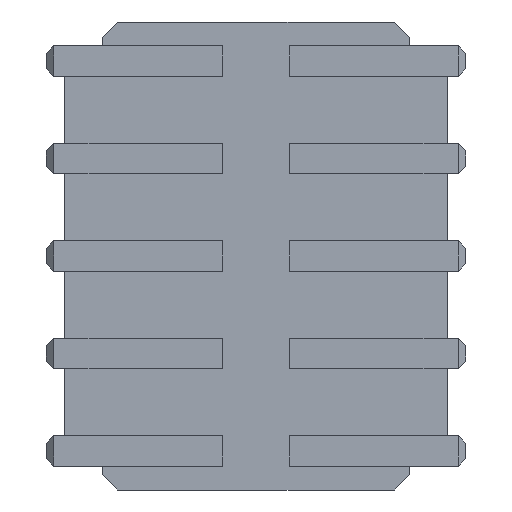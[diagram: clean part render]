
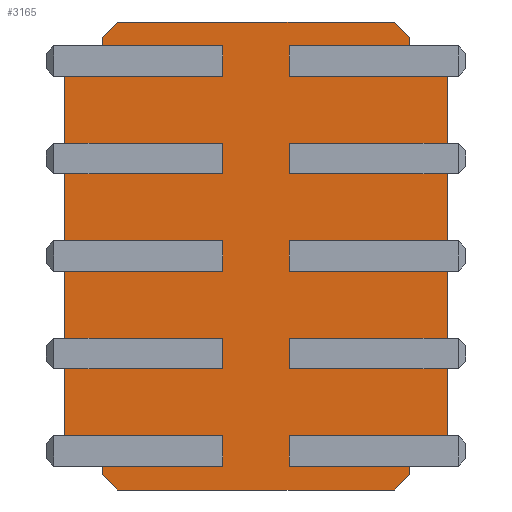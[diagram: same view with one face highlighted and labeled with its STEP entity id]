
A CAD part, front view. The second image highlights one B-rep face of the part: STEP entity #3165.
In plain terms, the highlighted planar face has unit normal (0, -1, 0).
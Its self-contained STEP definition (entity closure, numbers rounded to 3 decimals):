
#211=FACE_OUTER_BOUND('',#402,.T.);
#402=EDGE_LOOP('',(#2701,#2702,#2703,#2704,#2705,#2706,#2707,#2708,#2709,
#2710,#2711,#2712,#2713,#2714,#2715,#2716));
#771=LINE('',#4936,#1196);
#797=LINE('',#4989,#1222);
#802=LINE('',#5000,#1227);
#806=LINE('',#5008,#1231);
#809=LINE('',#5013,#1234);
#810=LINE('',#5015,#1235);
#811=LINE('',#5017,#1236);
#812=LINE('',#5019,#1237);
#813=LINE('',#5021,#1238);
#814=LINE('',#5023,#1239);
#815=LINE('',#5025,#1240);
#816=LINE('',#5027,#1241);
#817=LINE('',#5028,#1242);
#818=LINE('',#5030,#1243);
#819=LINE('',#5032,#1244);
#820=LINE('',#5033,#1245);
#1196=VECTOR('',#4081,10.);
#1222=VECTOR('',#4123,10.);
#1227=VECTOR('',#4132,10.);
#1231=VECTOR('',#4138,10.);
#1234=VECTOR('',#4143,10.);
#1235=VECTOR('',#4144,10.);
#1236=VECTOR('',#4145,10.);
#1237=VECTOR('',#4146,10.);
#1238=VECTOR('',#4147,10.);
#1239=VECTOR('',#4148,10.);
#1240=VECTOR('',#4149,10.);
#1241=VECTOR('',#4150,10.);
#1242=VECTOR('',#4151,10.);
#1243=VECTOR('',#4152,10.);
#1244=VECTOR('',#4153,10.);
#1245=VECTOR('',#4154,10.);
#1477=VERTEX_POINT('',#4933);
#1478=VERTEX_POINT('',#4935);
#1496=VERTEX_POINT('',#4986);
#1497=VERTEX_POINT('',#4988);
#1500=VERTEX_POINT('',#4998);
#1501=VERTEX_POINT('',#4999);
#1504=VERTEX_POINT('',#5007);
#1506=VERTEX_POINT('',#5014);
#1507=VERTEX_POINT('',#5016);
#1508=VERTEX_POINT('',#5018);
#1509=VERTEX_POINT('',#5020);
#1510=VERTEX_POINT('',#5022);
#1511=VERTEX_POINT('',#5024);
#1512=VERTEX_POINT('',#5026);
#1513=VERTEX_POINT('',#5029);
#1514=VERTEX_POINT('',#5031);
#1877=EDGE_CURVE('',#1478,#1477,#771,.T.);
#1903=EDGE_CURVE('',#1497,#1496,#797,.T.);
#1908=EDGE_CURVE('',#1500,#1501,#802,.T.);
#1912=EDGE_CURVE('',#1504,#1501,#806,.T.);
#1915=EDGE_CURVE('',#1500,#1497,#809,.T.);
#1916=EDGE_CURVE('',#1496,#1506,#810,.T.);
#1917=EDGE_CURVE('',#1506,#1507,#811,.T.);
#1918=EDGE_CURVE('',#1507,#1508,#812,.T.);
#1919=EDGE_CURVE('',#1509,#1508,#813,.T.);
#1920=EDGE_CURVE('',#1509,#1510,#814,.T.);
#1921=EDGE_CURVE('',#1511,#1510,#815,.T.);
#1922=EDGE_CURVE('',#1511,#1512,#816,.T.);
#1923=EDGE_CURVE('',#1512,#1478,#817,.T.);
#1924=EDGE_CURVE('',#1477,#1513,#818,.T.);
#1925=EDGE_CURVE('',#1513,#1514,#819,.T.);
#1926=EDGE_CURVE('',#1504,#1514,#820,.T.);
#2701=ORIENTED_EDGE('',*,*,#1908,.F.);
#2702=ORIENTED_EDGE('',*,*,#1915,.T.);
#2703=ORIENTED_EDGE('',*,*,#1903,.T.);
#2704=ORIENTED_EDGE('',*,*,#1916,.T.);
#2705=ORIENTED_EDGE('',*,*,#1917,.T.);
#2706=ORIENTED_EDGE('',*,*,#1918,.T.);
#2707=ORIENTED_EDGE('',*,*,#1919,.F.);
#2708=ORIENTED_EDGE('',*,*,#1920,.T.);
#2709=ORIENTED_EDGE('',*,*,#1921,.F.);
#2710=ORIENTED_EDGE('',*,*,#1922,.T.);
#2711=ORIENTED_EDGE('',*,*,#1923,.T.);
#2712=ORIENTED_EDGE('',*,*,#1877,.T.);
#2713=ORIENTED_EDGE('',*,*,#1924,.T.);
#2714=ORIENTED_EDGE('',*,*,#1925,.T.);
#2715=ORIENTED_EDGE('',*,*,#1926,.F.);
#2716=ORIENTED_EDGE('',*,*,#1912,.T.);
#2974=PLANE('',#3380);
#3165=ADVANCED_FACE('',(#211),#2974,.F.);
#3380=AXIS2_PLACEMENT_3D('',#5012,#4141,#4142);
#4081=DIRECTION('',(0.,0.,-1.));
#4123=DIRECTION('',(1.,0.,0.));
#4132=DIRECTION('',(-0.707,0.,-0.707));
#4138=DIRECTION('',(1.,0.,0.));
#4141=DIRECTION('center_axis',(0.,1.,0.));
#4142=DIRECTION('ref_axis',(-1.,0.,0.));
#4143=DIRECTION('',(0.,0.,1.));
#4144=DIRECTION('',(0.,0.,1.));
#4145=DIRECTION('',(-1.,0.,0.));
#4146=DIRECTION('',(0.,0.,1.));
#4147=DIRECTION('',(0.707,0.,-0.707));
#4148=DIRECTION('',(-1.,0.,0.));
#4149=DIRECTION('',(0.707,0.,0.707));
#4150=DIRECTION('',(0.,0.,-1.));
#4151=DIRECTION('',(-1.,0.,0.));
#4152=DIRECTION('',(1.,0.,0.));
#4153=DIRECTION('',(0.,0.,-1.));
#4154=DIRECTION('',(-0.707,0.,0.707));
#4933=CARTESIAN_POINT('',(0.,0.2,3.26));
#4935=CARTESIAN_POINT('',(0.,0.2,8.74));
#4936=CARTESIAN_POINT('',(0.,0.2,4.475));
#4986=CARTESIAN_POINT('',(5.,0.2,3.26));
#4988=CARTESIAN_POINT('',(4.5,0.2,3.26));
#4989=CARTESIAN_POINT('',(4.,0.2,3.26));
#4998=CARTESIAN_POINT('',(4.5,0.2,3.15));
#4999=CARTESIAN_POINT('',(4.3,0.2,2.95));
#5000=CARTESIAN_POINT('',(4.662,0.2,3.313));
#5007=CARTESIAN_POINT('',(0.7,0.2,2.95));
#5008=CARTESIAN_POINT('',(-0.5,0.2,2.95));
#5012=CARTESIAN_POINT('Origin',(2.5,0.2,6.));
#5013=CARTESIAN_POINT('',(4.5,0.2,4.63));
#5014=CARTESIAN_POINT('',(5.,0.2,8.74));
#5015=CARTESIAN_POINT('',(5.,0.2,7.525));
#5016=CARTESIAN_POINT('',(4.5,0.2,8.74));
#5017=CARTESIAN_POINT('',(3.5,0.2,8.74));
#5018=CARTESIAN_POINT('',(4.5,0.2,8.85));
#5019=CARTESIAN_POINT('',(4.5,0.2,7.525));
#5020=CARTESIAN_POINT('',(4.3,0.2,9.05));
#5021=CARTESIAN_POINT('',(4.662,0.2,8.687));
#5022=CARTESIAN_POINT('',(0.7,0.2,9.05));
#5023=CARTESIAN_POINT('',(5.5,0.2,9.05));
#5024=CARTESIAN_POINT('',(0.5,0.2,8.85));
#5025=CARTESIAN_POINT('',(0.338,0.2,8.688));
#5026=CARTESIAN_POINT('',(0.5,0.2,8.74));
#5027=CARTESIAN_POINT('',(0.5,0.2,7.37));
#5028=CARTESIAN_POINT('',(1.,0.2,8.74));
#5029=CARTESIAN_POINT('',(0.5,0.2,3.26));
#5030=CARTESIAN_POINT('',(1.5,0.2,3.26));
#5031=CARTESIAN_POINT('',(0.5,0.2,3.15));
#5032=CARTESIAN_POINT('',(0.5,0.2,4.475));
#5033=CARTESIAN_POINT('',(0.338,0.2,3.313));
